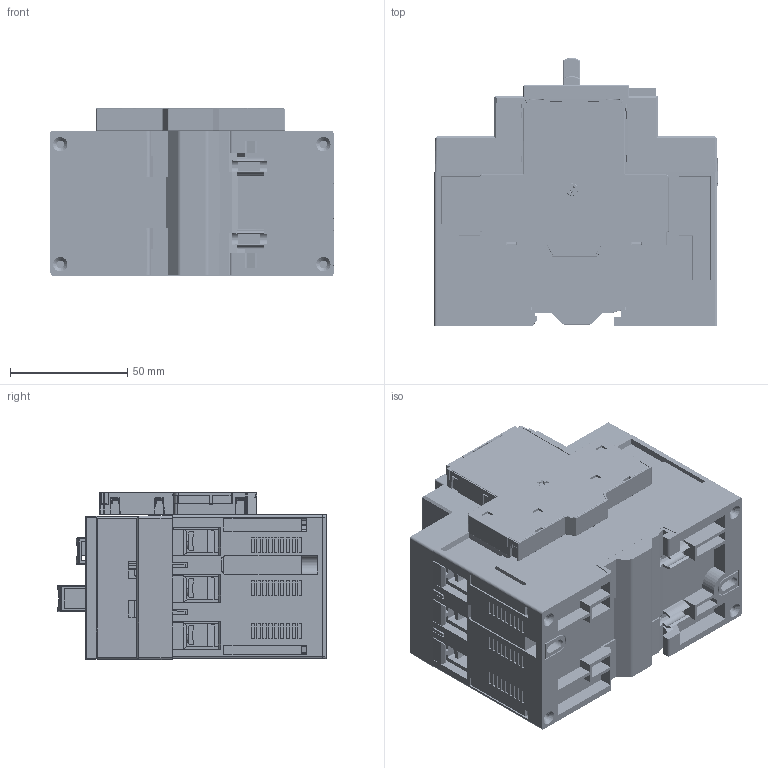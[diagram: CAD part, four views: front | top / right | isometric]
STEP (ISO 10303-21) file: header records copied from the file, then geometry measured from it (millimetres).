
FILE_DESCRIPTION((''),'2;1');
FILE_NAME('ASM0002_ASM','2025-07-04T',('li.xiao'),(''),'PRO/ENGINEER BY PARAMETRIC TECHNOLOGY CORPORATION, 2017170','PRO/ENGINEER BY PARAMETRIC TECHNOLOGY CORPORATION, 2017170','');
FILE_SCHEMA(('CONFIG_CONTROL_DESIGN'));
Products named in the file (29): PRT0002; PRT0003; PRT0004; ASM0003_ASM; LUODING; JIEXIANKUANG; DIANPIAN; JIEXIANKUANG_ASM_1_5_ASM; SAIDE-GAIZI_1; QIANYINGAN_1; __1; JIEXIANKUANG_ASM_1_6_ASM; JIEXIANKUANG_ASM_1_4_ASM; JIEXIANKUANG_ASM_1_2_ASM; __3____; PRODUCT_33507; PRODUCT_18757; PRODUCT_70373; PRODUCT_22489; GV3_____ASM_1_ASM; JIEXIANKUANG_ASM_1_3_ASM; JIEXIANKUANG_ASM_1_ASM; 8SDX_314_001_1; GV3__-54937_1; XIAOTOUMINGGAI_1; GV3__-119656_1; SDM7-803D__ASM; CDP6-80_3D_ASM; ASM0002_ASM
Assembly tree (45 placements, depth 5):
  ASM0002_ASM
    ASM0003_ASM
      PRT0002
      PRT0003
      PRT0004
    CDP6-80_3D_ASM
      SDM7-803D__ASM
        JIEXIANKUANG_ASM_1_5_ASM
          LUODING
          JIEXIANKUANG
          DIANPIAN
        SAIDE-GAIZI_1
        QIANYINGAN_1
        __1  x3
        JIEXIANKUANG_ASM_1_6_ASM
          JIEXIANKUANG
          DIANPIAN
          LUODING
        JIEXIANKUANG_ASM_1_4_ASM
          DIANPIAN
          LUODING
          JIEXIANKUANG
        JIEXIANKUANG_ASM_1_2_ASM
          JIEXIANKUANG
          LUODING
          DIANPIAN
        GV3_____ASM_1_ASM
          __3____
          PRODUCT_33507
          PRODUCT_18757
          PRODUCT_70373
          PRODUCT_22489
        JIEXIANKUANG_ASM_1_3_ASM
          JIEXIANKUANG
          LUODING
          DIANPIAN
        JIEXIANKUANG_ASM_1_ASM
          JIEXIANKUANG
          LUODING
          DIANPIAN
        8SDX_314_001_1
        GV3__-54937_1
        XIAOTOUMINGGAI_1
        GV3__-119656_1
Bounding box: 120.77 x 114.31 x 71.38 mm (x, y, z)
Volume: 85850.6 mm3; surface area: 319422.4 mm2
Topology: 28 solids, 251 shells, 6559 faces, 19271 edges, 12988 vertices
Faces by surface type: plane 4624, cylinder 1294, bspline 439, torus 95, cone 68, sphere 39
Entity records: 215856 total; most frequent: CARTESIAN_POINT 60150, ORIENTED_EDGE 33159, DIRECTION 30011, EDGE_CURVE 17110, VECTOR 13949, LINE 13949, VERTEX_POINT 11483, AXIS2_PLACEMENT_3D 8031
